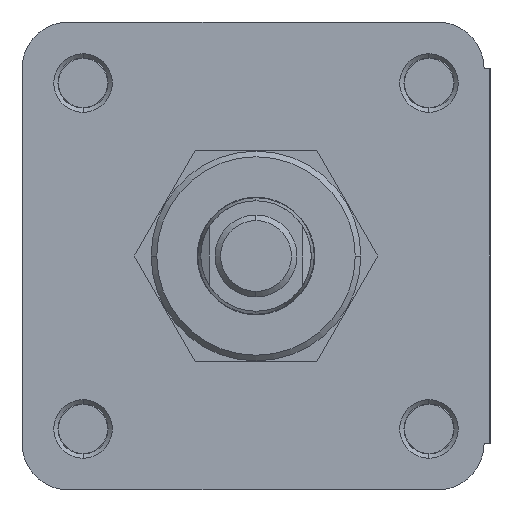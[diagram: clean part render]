
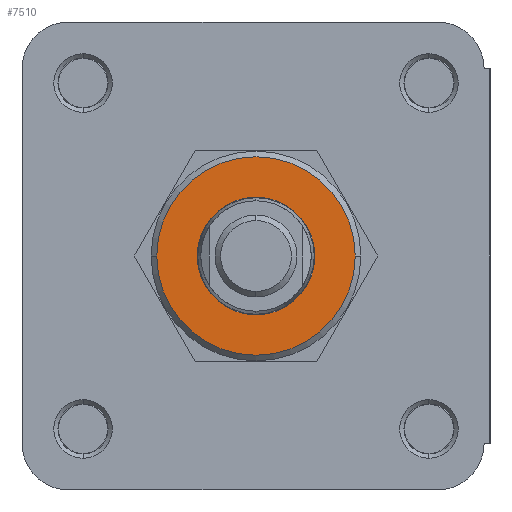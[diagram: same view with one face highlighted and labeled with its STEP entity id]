
A CAD part, left-side view. The second image highlights one B-rep face of the part: STEP entity #7510.
In plain terms, the highlighted planar face has unit normal (-1, 0, 0).
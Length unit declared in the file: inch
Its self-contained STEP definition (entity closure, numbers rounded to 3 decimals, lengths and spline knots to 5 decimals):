
#559 = FACE_BOUND ( 'NONE', #7405, .T. ) ;
#669 = CARTESIAN_POINT ( 'NONE',  ( -0.615, 0., 0. ) ) ;
#1239 = CIRCLE ( 'NONE', #1716, 0.53 ) ;
#1361 = EDGE_CURVE ( 'NONE', #9847, #8280, #1239, .T. ) ;
#1716 = AXIS2_PLACEMENT_3D ( 'NONE', #8511, #1777, #9627 ) ;
#1718 = CARTESIAN_POINT ( 'NONE',  ( -0.615, 0., -0.314 ) ) ;
#1765 = DIRECTION ( 'NONE',  ( -1., 0., 0. ) ) ;
#1777 = DIRECTION ( 'NONE',  ( 1., 0., 0. ) ) ;
#1805 = DIRECTION ( 'NONE',  ( 0., 0., -1. ) ) ;
#2140 = EDGE_CURVE ( 'NONE', #2790, #3747, #8963, .T. ) ;
#2670 = AXIS2_PLACEMENT_3D ( 'NONE', #8506, #1765, #9623 ) ;
#2790 = VERTEX_POINT ( 'NONE', #13531 ) ;
#3747 = VERTEX_POINT ( 'NONE', #1718 ) ;
#3923 = DIRECTION ( 'NONE',  ( 1., 0., 0. ) ) ;
#3926 = PLANE ( 'NONE',  #10077 ) ;
#4329 = CARTESIAN_POINT ( 'NONE',  ( -0.615, 0.53, 0. ) ) ;
#4902 = ORIENTED_EDGE ( 'NONE', *, *, #1361, .F. ) ;
#5265 = CARTESIAN_POINT ( 'NONE',  ( -0.615, -0.53, 0. ) ) ;
#6124 = ORIENTED_EDGE ( 'NONE', *, *, #12766, .F. ) ;
#6504 = FACE_OUTER_BOUND ( 'NONE', #10004, .T. ) ;
#6596 = EDGE_CURVE ( 'NONE', #3747, #2790, #7643, .T. ) ;
#6697 = DIRECTION ( 'NONE',  ( -1., 0., 0. ) ) ;
#6698 = CIRCLE ( 'NONE', #12006, 0.53 ) ;
#7405 = EDGE_LOOP ( 'NONE', ( #12162, #13563 ) ) ;
#7510 = ADVANCED_FACE ( 'NONE', ( #559, #6504 ), #3926, .F. ) ;
#7643 = CIRCLE ( 'NONE', #9040, 0.314 ) ;
#8280 = VERTEX_POINT ( 'NONE', #4329 ) ;
#8506 = CARTESIAN_POINT ( 'NONE',  ( -0.615, 0., 0. ) ) ;
#8511 = CARTESIAN_POINT ( 'NONE',  ( -0.615, 0., 0. ) ) ;
#8533 = DIRECTION ( 'NONE',  ( 1., 0., 0. ) ) ;
#8963 = CIRCLE ( 'NONE', #2670, 0.314 ) ;
#9040 = AXIS2_PLACEMENT_3D ( 'NONE', #13476, #6697, #14586 ) ;
#9623 = DIRECTION ( 'NONE',  ( 0., 0., -1. ) ) ;
#9627 = DIRECTION ( 'NONE',  ( 0., 1., 0. ) ) ;
#9847 = VERTEX_POINT ( 'NONE', #5265 ) ;
#10004 = EDGE_LOOP ( 'NONE', ( #6124, #4902 ) ) ;
#10077 = AXIS2_PLACEMENT_3D ( 'NONE', #669, #8533, #1805 ) ;
#10689 = CARTESIAN_POINT ( 'NONE',  ( -0.615, 0., 0. ) ) ;
#11817 = DIRECTION ( 'NONE',  ( 0., 1., 0. ) ) ;
#12006 = AXIS2_PLACEMENT_3D ( 'NONE', #10689, #3923, #11817 ) ;
#12162 = ORIENTED_EDGE ( 'NONE', *, *, #6596, .F. ) ;
#12766 = EDGE_CURVE ( 'NONE', #8280, #9847, #6698, .T. ) ;
#13476 = CARTESIAN_POINT ( 'NONE',  ( -0.615, 0., 0. ) ) ;
#13531 = CARTESIAN_POINT ( 'NONE',  ( -0.615, 0., 0.314 ) ) ;
#13563 = ORIENTED_EDGE ( 'NONE', *, *, #2140, .F. ) ;
#14586 = DIRECTION ( 'NONE',  ( 0., 0., -1. ) ) ;
